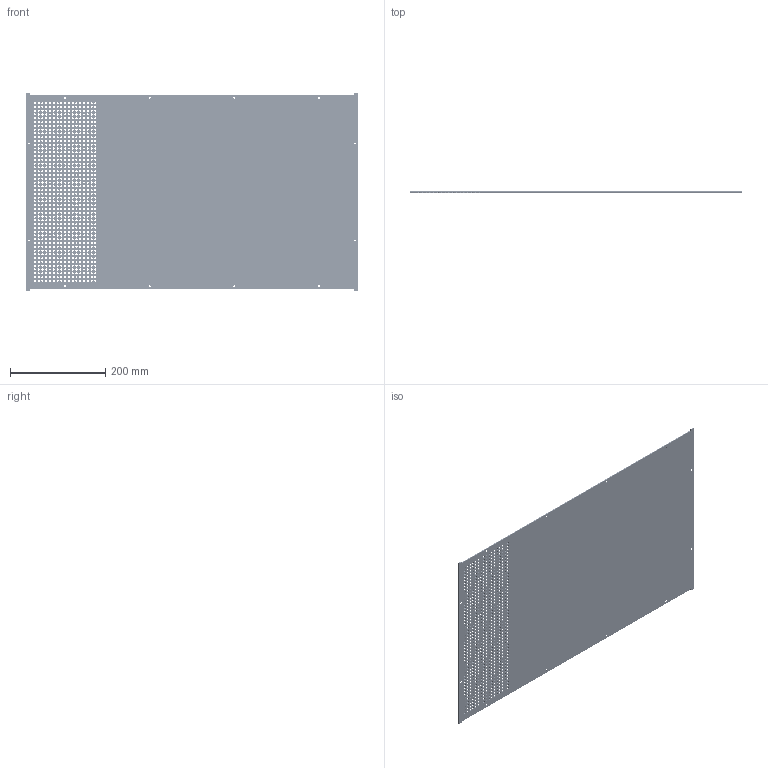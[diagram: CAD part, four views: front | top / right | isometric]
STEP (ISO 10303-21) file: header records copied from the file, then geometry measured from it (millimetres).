
FILE_DESCRIPTION (( 'STEP AP214' ), '1' );
FILE_NAME ('RM1928BKVP.STEP', '2021-09-11T15:27:11', ( '' ), ( '' ), 'SwSTEP 2.0', 'SolidWorks 2021', '' );
FILE_SCHEMA (( 'AUTOMOTIVE_DESIGN' ));
Length unit declared in the file: inch
Products named in the file (1): RM1928BKVP
Bounding box: 697 x 1.8 x 413.79 mm (x, y, z)
Volume: 488535.9 mm3; surface area: 566971.1 mm2
Topology: 1 solids, 1 shells, 854 faces, 2544 edges, 1692 vertices
Faces by surface type: cylinder 828, plane 14, cone 12
Full cylindrical faces by diameter (mm): 4.064 x12, 4.496 x816
Entity records: 28852 total; most frequent: DIRECTION 5082, CARTESIAN_POINT 4251, ORIENTED_EDGE 3408, EDGE_LOOP 3350, AXIS2_PLACEMENT_3D 2523, EDGE_CURVE 1704, VERTEX_POINT 1692, FACE_OUTER_BOUND 1682
